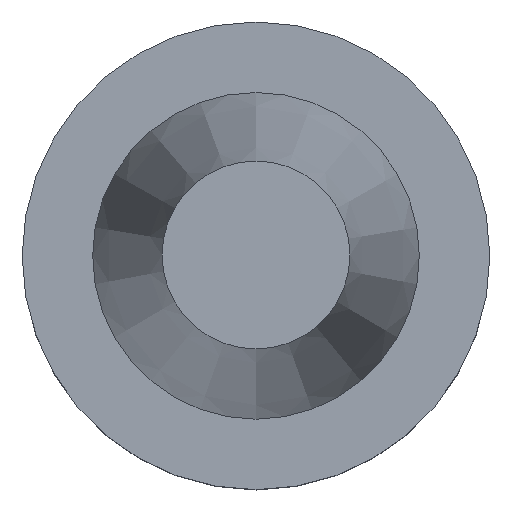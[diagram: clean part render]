
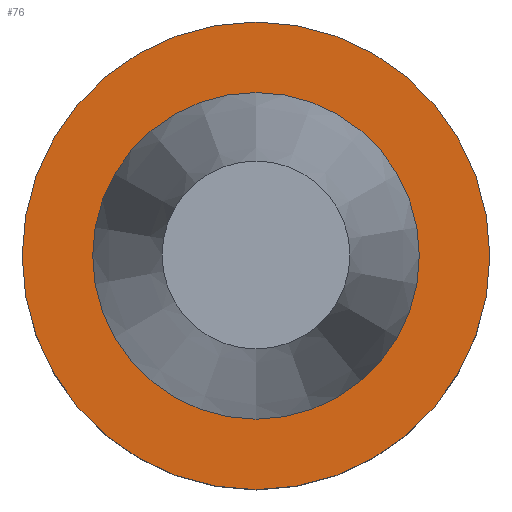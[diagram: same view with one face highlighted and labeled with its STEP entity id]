
A CAD part, top view. The second image highlights one B-rep face of the part: STEP entity #76.
In plain terms, the highlighted planar face has unit normal (0, 0, 1).
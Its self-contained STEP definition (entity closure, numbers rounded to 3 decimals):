
#76=ADVANCED_FACE('',(#98,#99),#100,.T.);
#98=FACE_OUTER_BOUND('',#153,.T.);
#99=FACE_BOUND('',#154,.T.);
#100=PLANE('',#155);
#153=EDGE_LOOP('',(#210));
#154=EDGE_LOOP('',(#211));
#155=AXIS2_PLACEMENT_3D('',#212,#213,#214);
#210=ORIENTED_EDGE('',*,*,#300,.F.);
#211=ORIENTED_EDGE('',*,*,#298,.T.);
#212=CARTESIAN_POINT('',(0.,42.463,-1.5));
#213=DIRECTION('',(0.,0.,1.0));
#214=DIRECTION('',(0.,-1.0,0.));
#298=EDGE_CURVE('',#316,#316,#317,.T.);
#300=EDGE_CURVE('',#320,#320,#321,.T.);
#316=VERTEX_POINT('',#352);
#317=CIRCLE('',#353,34.925);
#320=VERTEX_POINT('',#356);
#321=CIRCLE('',#357,50.0);
#352=CARTESIAN_POINT('',(0.,34.925,-1.5));
#353=AXIS2_PLACEMENT_3D('',#388,#389,#390);
#356=CARTESIAN_POINT('',(0.,50.0,-1.5));
#357=AXIS2_PLACEMENT_3D('',#394,#395,#396);
#388=CARTESIAN_POINT('',(0.,0.,-1.5));
#389=DIRECTION('',(0.,0.,-1.0));
#390=DIRECTION('',(0.,1.0,0.));
#394=CARTESIAN_POINT('',(0.,0.,-1.5));
#395=DIRECTION('',(0.,0.,-1.0));
#396=DIRECTION('',(0.,1.0,0.));
